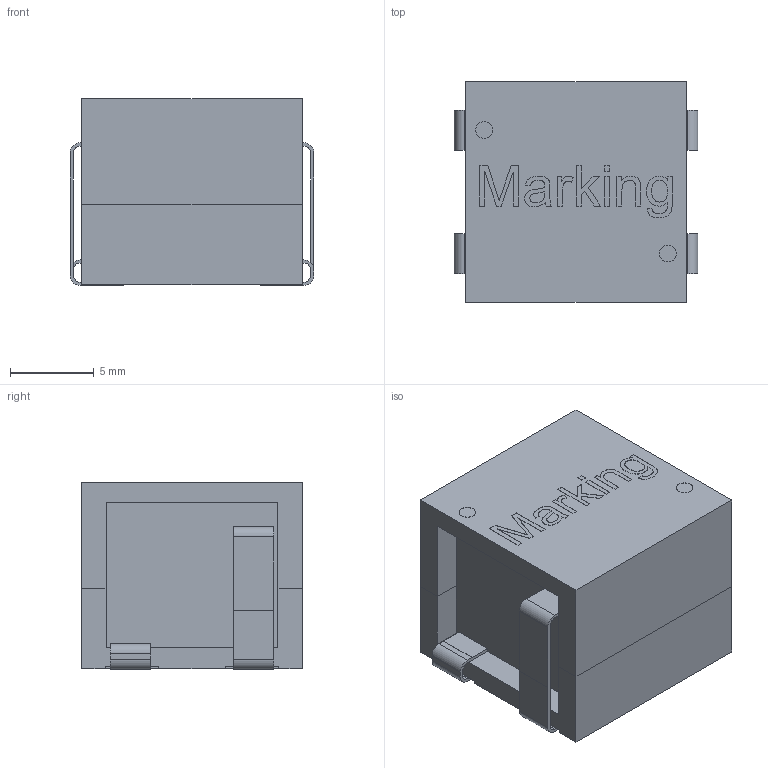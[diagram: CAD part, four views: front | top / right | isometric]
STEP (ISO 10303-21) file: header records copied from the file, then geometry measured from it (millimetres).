
FILE_DESCRIPTION(/* description */ ('Unknown'),/* implementation_level */ '2;1');
FILE_NAME(/* name */ 'IndCFWI_1312',/* time_stamp */ '2016-01-22T14:58:35+01:00',/* author */ ('Unknown'),/* organization */ ('Unknown'),/* preprocessor_version */ 'ST-DEVELOPER v16.7',/* originating_system */ 'DEX',/* authorisation */ $);
FILE_SCHEMA (('AUTOMOTIVE_DESIGN {1 0 10303 214 3 1 1}'));
Length unit declared in the file: millimetre
Products named in the file (5): IndCFWI_1312; Bottom_core; flat_wire; Top_core; Glue
Assembly tree (4 placements, depth 2):
  IndCFWI_1312
    Bottom_core
    flat_wire
    Top_core
    Glue
Bounding box: 14.6 x 13.2 x 11.19 mm (x, y, z)
Volume: 1668.1 mm3; surface area: 8283.9 mm2
Topology: 4 solids, 4 shells, 213 faces, 589 edges, 382 vertices
Faces by surface type: plane 160, cylinder 29, bspline 24
Full cylindrical faces by diameter (mm): 1 x2, 4.8 x3
Entity records: 14786 total; most frequent: CARTESIAN_POINT 8533, ORIENTED_EDGE 1166, DIRECTION 857, EDGE_CURVE 583, VERTEX_POINT 382, LINE 369, VECTOR 369, AXIS2_PLACEMENT_3D 244
